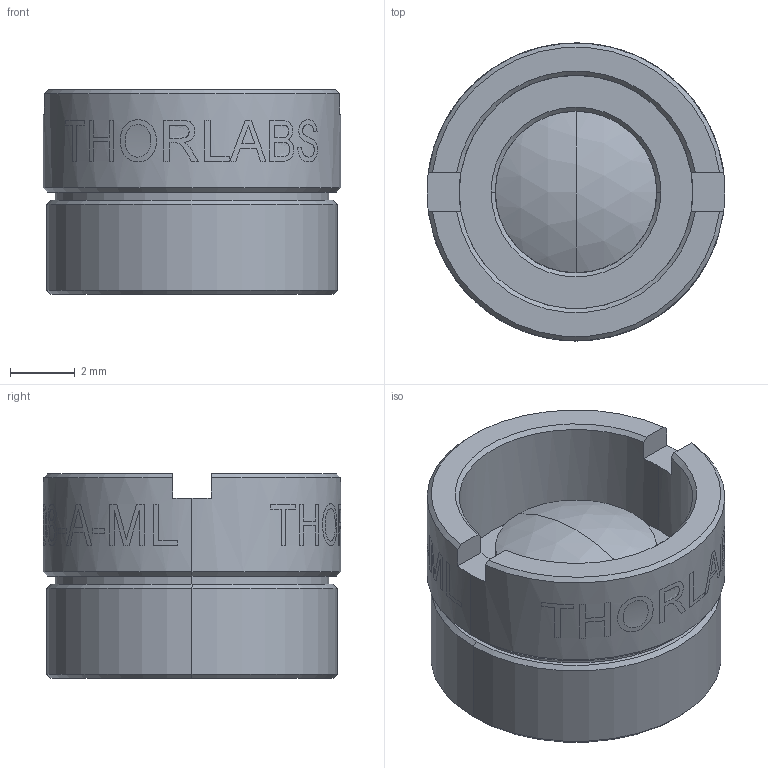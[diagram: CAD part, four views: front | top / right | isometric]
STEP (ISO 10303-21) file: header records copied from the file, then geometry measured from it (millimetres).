
FILE_DESCRIPTION (( 'STEP AP214' ), '1' );
FILE_NAME ('22558-E0W.STEP', '2011-07-09T19:27:24', ( 'Admin' ), ( 'Thorlabs, Inc.' ), 'SwSTEP 2.0', 'SolidWorks 2011', '' );
FILE_SCHEMA (( 'AUTOMOTIVE_DESIGN' ));
Length unit declared in the file: millimetre
Products named in the file (1): 22558-E0W
Bounding box: 9.24 x 9.24 x 6.35 mm (x, y, z)
Volume: 298.6 mm3; surface area: 557.6 mm2
Topology: 3 solids, 3 shells, 91 faces, 368 edges, 322 vertices
Faces by surface type: cylinder 53, cone 16, plane 14, sphere 8
Entity records: 7325 total; most frequent: CARTESIAN_POINT 3196, ORIENTED_EDGE 736, DIRECTION 523, EDGE_CURVE 368, VERTEX_POINT 322, AXIS2_PLACEMENT_3D 222, B_SPLINE_CURVE_WITH_KNOTS 159, EDGE_LOOP 132
